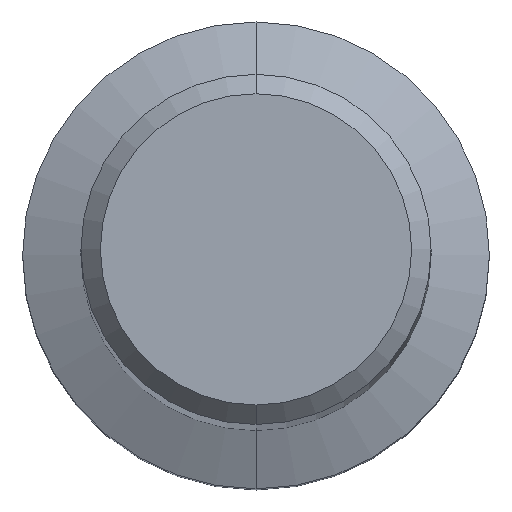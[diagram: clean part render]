
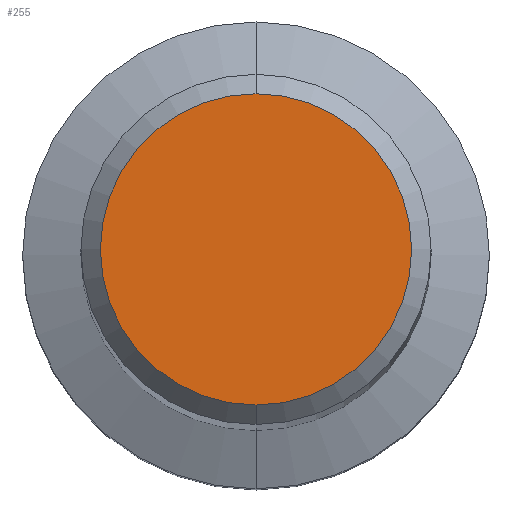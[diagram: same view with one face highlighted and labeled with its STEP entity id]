
A CAD part, top view. The second image highlights one B-rep face of the part: STEP entity #255.
In plain terms, the highlighted planar face has unit normal (0, 0, 1).
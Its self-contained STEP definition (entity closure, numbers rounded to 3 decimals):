
#211=EDGE_CURVE('',#219,#393,#566,.T.);
#219=VERTEX_POINT('',#575);
#255=ADVANCED_FACE('',(#615),#616,.T.);
#393=VERTEX_POINT('',#766);
#473=EDGE_CURVE('',#393,#219,#858,.T.);
#566=CIRCLE('',#956,4.0);
#575=CARTESIAN_POINT('',(0.0,4.0,0.0));
#615=FACE_OUTER_BOUND('',#1045,.T.);
#616=PLANE('',#1046);
#766=CARTESIAN_POINT('',(0.,-4.0,0.0));
#858=CIRCLE('',#1486,4.0);
#956=AXIS2_PLACEMENT_3D('',#1660,#1661,#1662);
#1045=EDGE_LOOP('',(#1719,#1720));
#1046=AXIS2_PLACEMENT_3D('',#1721,#1722,#1723);
#1486=AXIS2_PLACEMENT_3D('',#1994,#1995,#1996);
#1660=CARTESIAN_POINT('',(0.0,0.0,0.0));
#1661=DIRECTION('',(0.0,0.0,-1.0));
#1662=DIRECTION('',(0.0,1.0,0.0));
#1719=ORIENTED_EDGE('',*,*,#211,.F.);
#1720=ORIENTED_EDGE('',*,*,#473,.F.);
#1721=CARTESIAN_POINT('',(0.0,2.0,0.0));
#1722=DIRECTION('',(-0.0,0.0,1.0));
#1723=DIRECTION('',(0.0,-1.0,0.0));
#1994=CARTESIAN_POINT('',(0.0,0.0,0.0));
#1995=DIRECTION('',(0.0,0.0,-1.0));
#1996=DIRECTION('',(0.0,1.0,0.0));
